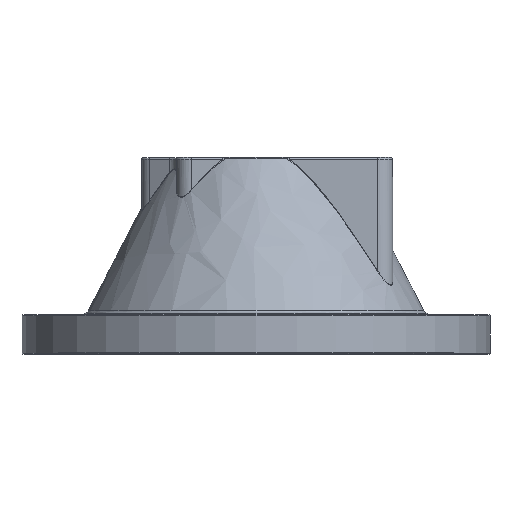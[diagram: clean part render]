
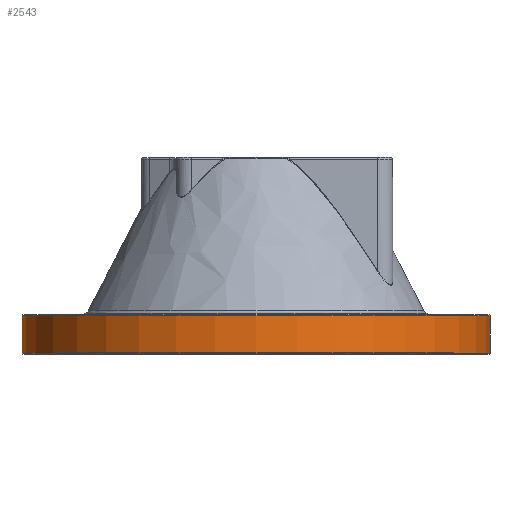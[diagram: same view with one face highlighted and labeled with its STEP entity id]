
A CAD part, top view. The second image highlights one B-rep face of the part: STEP entity #2543.
In plain terms, the highlighted cylindrical face has radius 125 mm (diameter 250 mm), a full revolution.
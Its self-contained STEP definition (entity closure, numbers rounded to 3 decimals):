
#2481=CARTESIAN_POINT('',(348.3,694.61,0.0));
#2482=VERTEX_POINT('',#2481);
#2489=CARTESIAN_POINT('',(98.3,694.61,0.0));
#2490=VERTEX_POINT('',#2489);
#2491=CARTESIAN_POINT('',(223.3,694.61,0.0));
#2492=DIRECTION('',(0.0,1.0,0.0));
#2493=DIRECTION('',(1.0,0.0,0.0));
#2494=AXIS2_PLACEMENT_3D('',#2491,#2492,#2493);
#2495=CIRCLE('',#2494,125.0);
#2496=EDGE_CURVE('',#2490,#2482,#2495,.T.);
#2498=CARTESIAN_POINT('',(223.3,694.61,0.0));
#2499=DIRECTION('',(0.0,1.0,0.0));
#2500=DIRECTION('',(1.0,0.0,0.0));
#2501=AXIS2_PLACEMENT_3D('',#2498,#2499,#2500);
#2502=CIRCLE('',#2501,125.0);
#2503=EDGE_CURVE('',#2482,#2490,#2502,.T.);
#2509=CARTESIAN_POINT('',(223.3,694.61,0.0));
#2510=DIRECTION('',(0.0,1.0,0.0));
#2511=DIRECTION('',(1.0,0.0,0.0));
#2512=AXIS2_PLACEMENT_3D('',#2509,#2510,#2511);
#2513=CYLINDRICAL_SURFACE('',#2512,125.0);
#2514=ORIENTED_EDGE('',*,*,#2503,.T.);
#2515=ORIENTED_EDGE('',*,*,#2496,.T.);
#2516=CARTESIAN_POINT('',(348.3,714.61,0.0));
#2517=VERTEX_POINT('',#2516);
#2518=CARTESIAN_POINT('',(348.3,694.61,0.0));
#2519=DIRECTION('',(0.0,1.0,0.0));
#2520=VECTOR('',#2519,20.0);
#2521=LINE('',#2518,#2520);
#2522=EDGE_CURVE('',#2482,#2517,#2521,.T.);
#2523=ORIENTED_EDGE('',*,*,#2522,.T.);
#2524=CARTESIAN_POINT('',(98.3,714.61,0.0));
#2525=VERTEX_POINT('',#2524);
#2526=CARTESIAN_POINT('',(223.3,714.61,0.0));
#2527=DIRECTION('',(0.0,1.0,0.0));
#2528=DIRECTION('',(1.0,0.0,0.0));
#2529=AXIS2_PLACEMENT_3D('',#2526,#2527,#2528);
#2530=CIRCLE('',#2529,125.0);
#2531=EDGE_CURVE('',#2525,#2517,#2530,.T.);
#2532=ORIENTED_EDGE('',*,*,#2531,.F.);
#2533=CARTESIAN_POINT('',(223.3,714.61,0.0));
#2534=DIRECTION('',(0.0,1.0,0.0));
#2535=DIRECTION('',(1.0,0.0,0.0));
#2536=AXIS2_PLACEMENT_3D('',#2533,#2534,#2535);
#2537=CIRCLE('',#2536,125.0);
#2538=EDGE_CURVE('',#2517,#2525,#2537,.T.);
#2539=ORIENTED_EDGE('',*,*,#2538,.F.);
#2540=ORIENTED_EDGE('',*,*,#2522,.F.);
#2541=EDGE_LOOP('',(#2514,#2515,#2523,#2532,#2539,#2540));
#2542=FACE_OUTER_BOUND('',#2541,.T.);
#2543=ADVANCED_FACE('',(#2542),#2513,.T.);
